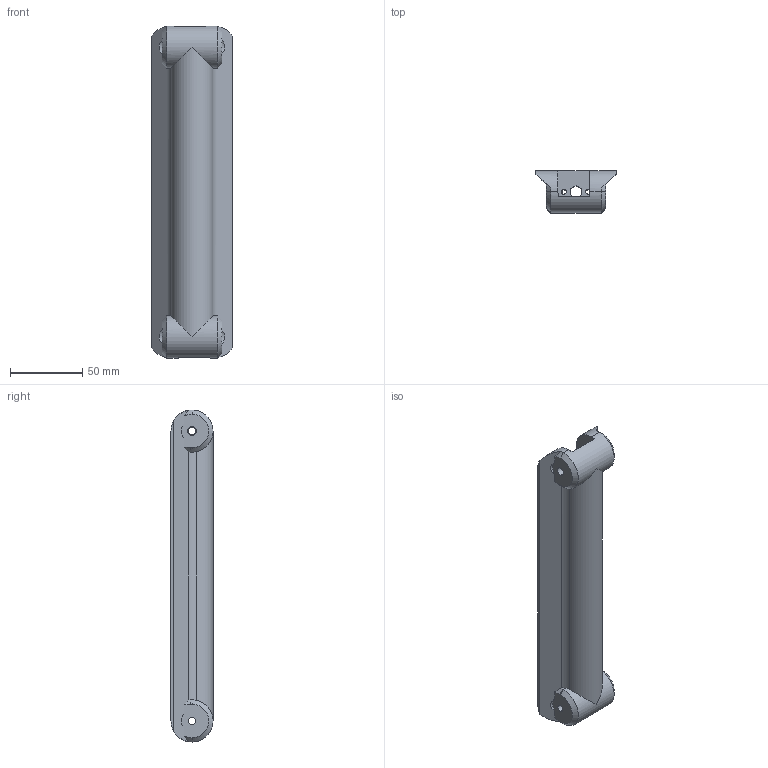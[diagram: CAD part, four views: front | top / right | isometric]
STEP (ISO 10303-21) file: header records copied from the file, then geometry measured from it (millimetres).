
FILE_DESCRIPTION (( 'STEP AP214' ), '1' );
FILE_NAME ('Ïëàòôîðìà.STEP', '2025-10-22T08:47:15', ( '' ), ( '' ), 'SwSTEP 2.0', 'SolidWorks 2024', '' );
FILE_SCHEMA (( 'AUTOMOTIVE_DESIGN' ));
Length unit declared in the file: millimetre
Products named in the file (1): Платформа
Bounding box: 56 x 29 x 229 mm (x, y, z)
Volume: 97528.5 mm3; surface area: 46892.5 mm2
Topology: 1 solids, 1 shells, 149 faces, 396 edges, 244 vertices
Faces by surface type: cylinder 78, plane 39, cone 28, torus 4
Entity records: 4767 total; most frequent: CARTESIAN_POINT 1100, DIRECTION 772, ORIENTED_EDGE 760, EDGE_CURVE 380, AXIS2_PLACEMENT_3D 300, VERTEX_POINT 244, EDGE_LOOP 180, LINE 172
